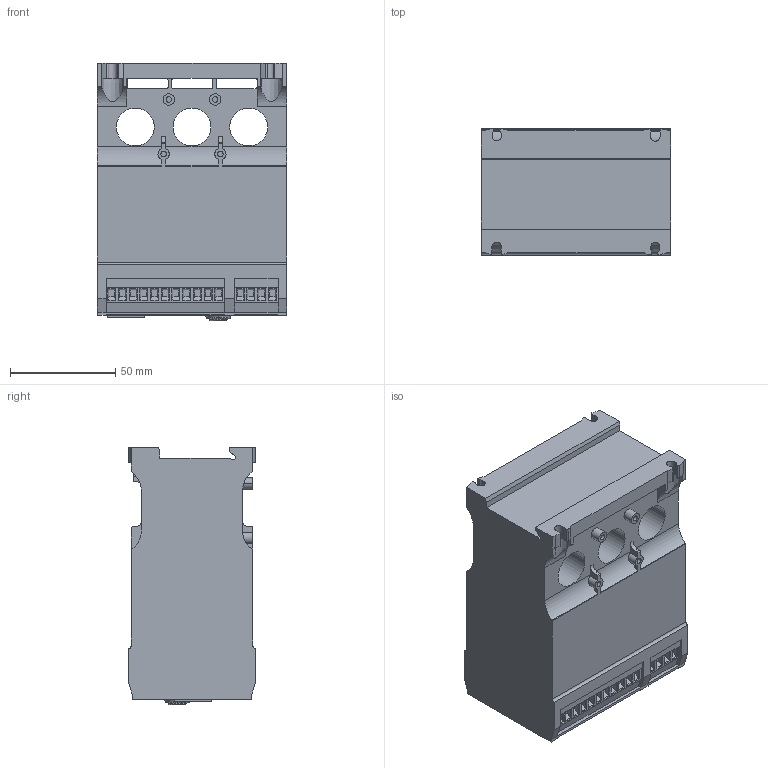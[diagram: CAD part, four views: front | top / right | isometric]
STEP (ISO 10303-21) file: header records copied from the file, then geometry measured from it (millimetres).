
FILE_DESCRIPTION((''),'2;1');
FILE_NAME('LTMR100CBD_3D-SIMPLIFIED_ASM','2018-06-05T',('melanie.cordero'),(''),'PRO/ENGINEER BY PARAMETRIC TECHNOLOGY CORPORATION, 2014090','PRO/ENGINEER BY PARAMETRIC TECHNOLOGY CORPORATION, 2014090','');
FILE_SCHEMA(('CONFIG_CONTROL_DESIGN'));
Length unit declared in the file: millimetre
Products named in the file (19): MANIFOLD_SOLID_BREP_22315_1; MANIFOLD_SOLID_BREP_22605_1; MANIFOLD_SOLID_BREP_22895_1; MANIFOLD_SOLID_BREP_23185_1; MANIFOLD_SOLID_BREP_23475_1; MANIFOLD_SOLID_BREP_23765_1; ELEMENT_SIMP_1; CORPS_9_1_ASM_1_ASM; MANIFOLD_SOLID_BREP_21539_1_1; MANIFOLD_SOLID_BREP_21701_1_1; MANIFOLD_SOLID_BREP_22267_1_1; PRISE02_1_ASM_1_ASM_1_ASM; BOUTON_1_1_1; SIMPL_ASM_3_ASM_1_ASM_1_ASM; LTMR08CBD_3D-SIMPLIFIED_ASM_1_A_ASM; LTMR08CBD_3D-SIMPLIFIED_ASM_1_ASM; PRT1459; PRISE01_1; LTMR100CBD_3D-SIMPLIFIED_ASM
Assembly tree (18 placements, depth 6):
  LTMR100CBD_3D-SIMPLIFIED_ASM
    LTMR08CBD_3D-SIMPLIFIED_ASM_1_ASM
      LTMR08CBD_3D-SIMPLIFIED_ASM_1_A_ASM
        SIMPL_ASM_3_ASM_1_ASM_1_ASM
          CORPS_9_1_ASM_1_ASM
            MANIFOLD_SOLID_BREP_22315_1
            MANIFOLD_SOLID_BREP_22605_1
            MANIFOLD_SOLID_BREP_22895_1
            MANIFOLD_SOLID_BREP_23185_1
            MANIFOLD_SOLID_BREP_23475_1
            MANIFOLD_SOLID_BREP_23765_1
            ELEMENT_SIMP_1
          PRISE02_1_ASM_1_ASM_1_ASM
            MANIFOLD_SOLID_BREP_21539_1_1
            MANIFOLD_SOLID_BREP_21701_1_1
            MANIFOLD_SOLID_BREP_22267_1_1
          BOUTON_1_1_1
    PRT1459
    PRISE01_1
Bounding box: 90 x 60.4 x 122.5 mm (x, y, z)
Volume: 519609.1 mm3; surface area: 71223.8 mm2
Topology: 13 solids, 13 shells, 907 faces, 2292 edges, 1485 vertices
Faces by surface type: plane 699, cylinder 190, extrusion 12, torus 6
Entity records: 27939 total; most frequent: CARTESIAN_POINT 5324, ORIENTED_EDGE 4584, DIRECTION 4582, EDGE_CURVE 2292, VECTOR 1846, LINE 1834, VERTEX_POINT 1485, AXIS2_PLACEMENT_3D 1368
